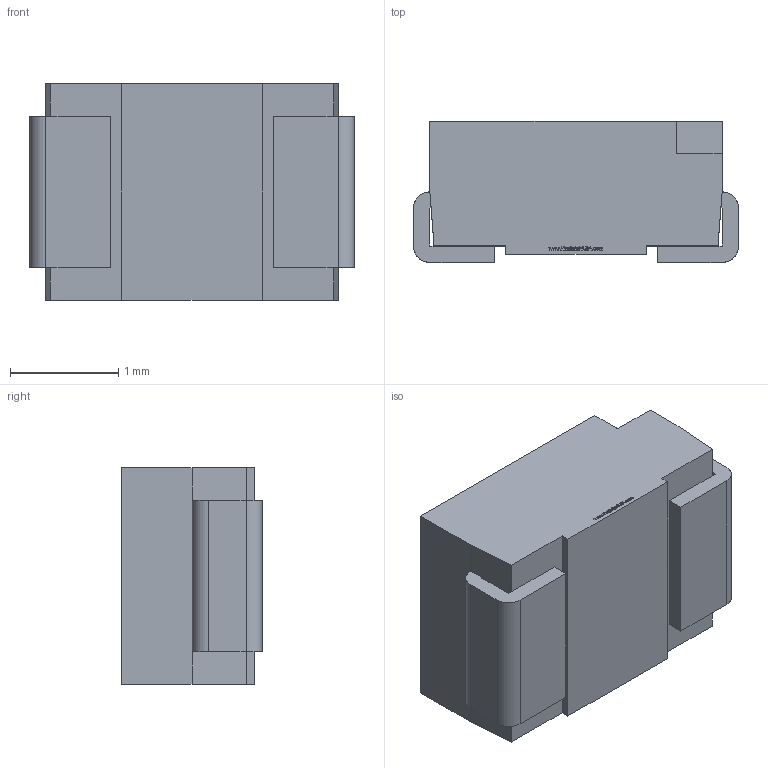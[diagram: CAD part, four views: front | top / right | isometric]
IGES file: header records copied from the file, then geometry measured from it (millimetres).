
Start section: SolidWorks IGES file using analytic representation for surfaces
Global section: file name: AA3021.IGS; native system: SolidWorks 2008; preprocessor: SolidWorks 2008; author: evant; date: 080829.134434; units: millimetre
Bounding box: 3 x 1.3 x 2 mm (x, y, z)
Surface area: 29.6 mm2 (no closed solid volume)
Topology: 0 solids, 0 shells, 326 faces, 2801 edges, 3690 vertices
Faces by surface type: bspline 318, revolution 8
